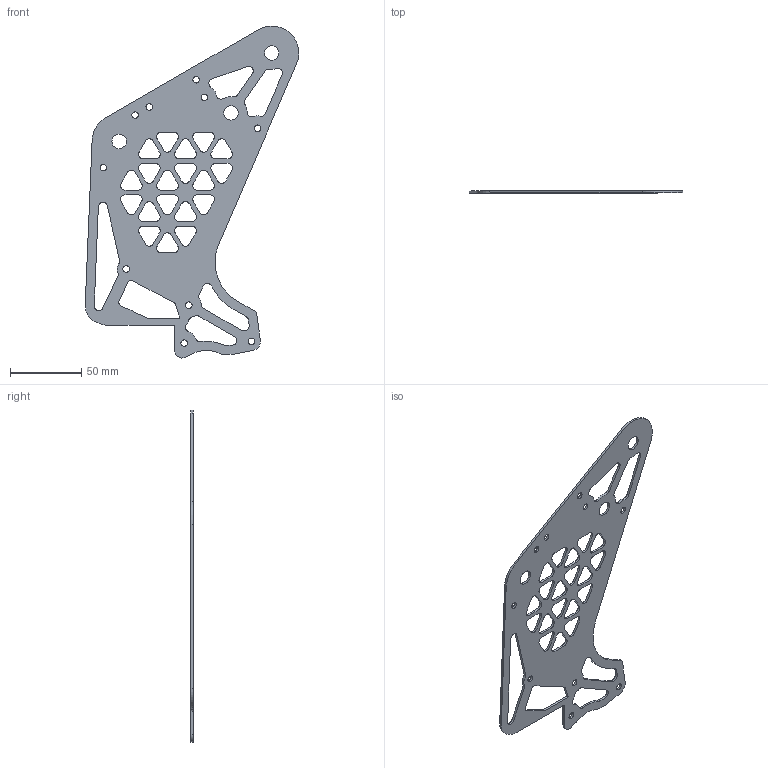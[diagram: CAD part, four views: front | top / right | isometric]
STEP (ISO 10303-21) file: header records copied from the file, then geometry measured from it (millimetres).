
FILE_DESCRIPTION(/* description */ (''),/* implementation_level */ '2;1');
FILE_NAME(/* name */ 'Side Plate Intake Side.step',/* time_stamp */ '2024-06-27T21:30:47-05:00',/* author */ (''),/* organization */ (''),/* preprocessor_version */ 'ST-DEVELOPER v20',/* originating_system */ 'Autodesk Translation Framework v13.14.0.145',/* authorisation */ '');
FILE_SCHEMA (('AUTOMOTIVE_DESIGN { 1 0 10303 214 3 1 1 }'));
Length unit declared in the file: inch
Products named in the file (1): aaaaaate-tbo_-_TEST_PT_3_v3_delrin
Bounding box: 150 x 1.59 x 233.19 mm (x, y, z)
Volume: 23173.4 mm3; surface area: 33090 mm2
Topology: 1 solids, 1 shells, 214 faces, 636 edges, 424 vertices
Faces by surface type: cylinder 124, plane 90
Full cylindrical faces by diameter (mm): 4.572 x6, 4.623 x1, 4.648 x3, 10.16 x3
Entity records: 7462 total; most frequent: DIRECTION 1314, CARTESIAN_POINT 1275, ORIENTED_EDGE 1272, EDGE_CURVE 636, AXIS2_PLACEMENT_3D 463, VERTEX_POINT 424, LINE 388, VECTOR 388
